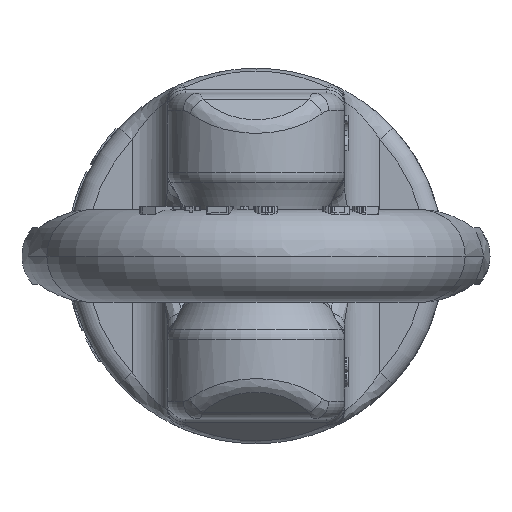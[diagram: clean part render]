
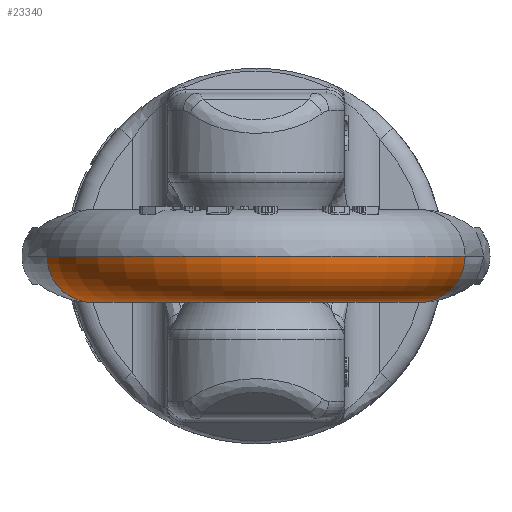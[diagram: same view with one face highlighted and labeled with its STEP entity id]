
A CAD part, left-side view. The second image highlights one B-rep face of the part: STEP entity #23340.
In plain terms, the highlighted toroidal (fillet/blend) face has major radius 24 mm and minor radius 6.5 mm.
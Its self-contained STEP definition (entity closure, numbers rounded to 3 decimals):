
#18029=CARTESIAN_POINT('',(-57.5,0.,0.));
#18030=DIRECTION('',(0.,0.,1.));
#18031=DIRECTION('',(-0.25,0.968,0.));
#18032=AXIS2_PLACEMENT_3D('',#18029,#18030,#18031);
#19076=CARTESIAN_POINT('',(-63.5,-23.238,0.));
#19077=DIRECTION('',(0.968,-0.25,0.));
#19078=DIRECTION('',(-0.25,-0.968,0.));
#19079=AXIS2_PLACEMENT_3D('',#19076,#19077,#19078);
#19401=CARTESIAN_POINT('',(-63.5,23.238,0.));
#19402=DIRECTION('',(-0.968,-0.25,0.));
#19403=DIRECTION('',(-0.25,0.968,0.));
#19404=AXIS2_PLACEMENT_3D('',#19401,#19402,#19403);
#19406=CARTESIAN_POINT('',(-57.5,0.,0.));
#19407=DIRECTION('',(0.,0.,1.));
#19408=DIRECTION('',(-0.25,0.968,0.));
#19409=AXIS2_PLACEMENT_3D('',#19406,#19407,#19408);
#21883=CARTESIAN_POINT('',(-61.875,16.944,0.));
#21884=CARTESIAN_POINT('',(-65.125,29.531,0.));
#21885=VERTEX_POINT('',#21883);
#21886=VERTEX_POINT('',#21884);
#21887=CARTESIAN_POINT('',(-61.875,-16.944,0.));
#21888=CARTESIAN_POINT('',(-65.125,-29.531,0.));
#21889=VERTEX_POINT('',#21887);
#21890=VERTEX_POINT('',#21888);
#23329=CARTESIAN_POINT('',(-57.5,0.,0.));
#23330=DIRECTION('',(0.,0.,1.));
#23331=DIRECTION('',(0.25,-0.968,0.));
#23332=AXIS2_PLACEMENT_3D('',#23329,#23330,#23331);
#23333=TOROIDAL_SURFACE('',#23332,24.,6.5);
#23334=ORIENTED_EDGE('',*,*,#23165,.F.);
#23335=ORIENTED_EDGE('',*,*,#22828,.T.);
#23336=ORIENTED_EDGE('',*,*,#23199,.T.);
#23337=ORIENTED_EDGE('',*,*,#22825,.F.);
#23338=EDGE_LOOP('',(#23334,#23335,#23336,#23337));
#23339=FACE_OUTER_BOUND('',#23338,.F.);
#23340=ADVANCED_FACE('',(#23339),#23333,.T.);
#18033=CIRCLE('',#18032,17.5);
#19080=CIRCLE('',#19079,6.5);
#19405=CIRCLE('',#19404,6.5);
#19410=CIRCLE('',#19409,30.5);
#22825=EDGE_CURVE('',#21885,#21889,#18033,.T.);
#22828=EDGE_CURVE('',#21886,#21890,#19410,.T.);
#23165=EDGE_CURVE('',#21886,#21885,#19405,.T.);
#23199=EDGE_CURVE('',#21890,#21889,#19080,.T.);
